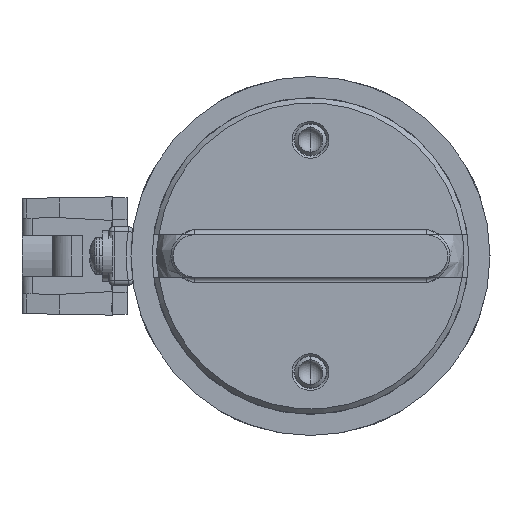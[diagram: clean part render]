
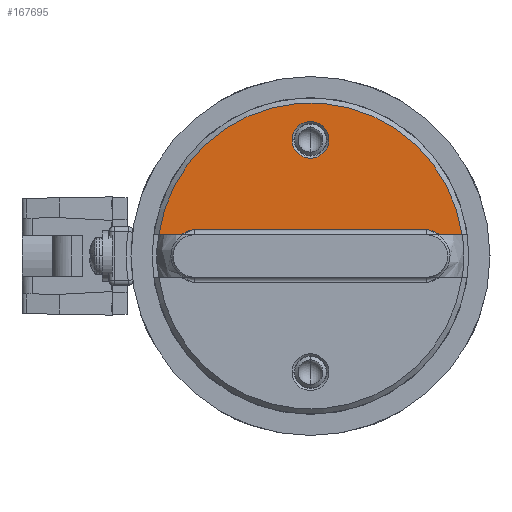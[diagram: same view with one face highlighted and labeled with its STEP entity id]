
A CAD part, left-side view. The second image highlights one B-rep face of the part: STEP entity #167695.
In plain terms, the highlighted planar face has unit normal (-1, 0, 0).
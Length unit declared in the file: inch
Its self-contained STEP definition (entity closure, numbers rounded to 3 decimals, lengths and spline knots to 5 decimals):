
#31 = FACE_BOUND ( 'NONE', #30007, .T. ) ;
#3344 = AXIS2_PLACEMENT_3D ( 'NONE', #60091, #156163, #73939 ) ;
#3909 = CARTESIAN_POINT ( 'NONE',  ( -1.6875, -0.10875, 0.6875 ) ) ;
#11885 = CARTESIAN_POINT ( 'NONE',  ( -1.6875, 0.936, 0.128 ) ) ;
#13148 = CIRCLE ( 'NONE', #3344, 0.10875 ) ;
#25448 = VERTEX_POINT ( 'NONE', #154387 ) ;
#26039 = EDGE_CURVE ( 'NONE', #118537, #36764, #54510, .T. ) ;
#26183 = CARTESIAN_POINT ( 'NONE',  ( -1.6875, 0., 0. ) ) ;
#30007 = EDGE_LOOP ( 'NONE', ( #55692, #48355 ) ) ;
#31090 = CARTESIAN_POINT ( 'NONE',  ( -1.6875, 0., 0.6875 ) ) ;
#36530 = FACE_OUTER_BOUND ( 'NONE', #142838, .T. ) ;
#36764 = VERTEX_POINT ( 'NONE', #119916 ) ;
#38258 = ORIENTED_EDGE ( 'NONE', *, *, #155830, .T. ) ;
#39955 = DIRECTION ( 'NONE',  ( 0., -1., 0. ) ) ;
#44817 = DIRECTION ( 'NONE',  ( 0., 1., 0. ) ) ;
#46384 = CARTESIAN_POINT ( 'NONE',  ( -1.6875, 0., 0. ) ) ;
#48355 = ORIENTED_EDGE ( 'NONE', *, *, #155397, .F. ) ;
#54510 = LINE ( 'NONE', #11885, #159784 ) ;
#55692 = ORIENTED_EDGE ( 'NONE', *, *, #69626, .F. ) ;
#60091 = CARTESIAN_POINT ( 'NONE',  ( -1.6875, 0., 0.6875 ) ) ;
#60162 = DIRECTION ( 'NONE',  ( 0., -1., 0. ) ) ;
#67120 = AXIS2_PLACEMENT_3D ( 'NONE', #31090, #127131, #44817 ) ;
#69626 = EDGE_CURVE ( 'NONE', #25448, #78012, #13148, .T. ) ;
#73939 = DIRECTION ( 'NONE',  ( 0., 1., 0. ) ) ;
#78012 = VERTEX_POINT ( 'NONE', #3909 ) ;
#88643 = CARTESIAN_POINT ( 'NONE',  ( -1.6875, -0.89691, 0.128 ) ) ;
#98494 = CIRCLE ( 'NONE', #106379, 0.906 ) ;
#106379 = AXIS2_PLACEMENT_3D ( 'NONE', #26183, #122241, #39955 ) ;
#107971 = DIRECTION ( 'NONE',  ( 0., 1., 0. ) ) ;
#118537 = VERTEX_POINT ( 'NONE', #88643 ) ;
#119916 = CARTESIAN_POINT ( 'NONE',  ( -1.6875, 0.89691, 0.128 ) ) ;
#122241 = DIRECTION ( 'NONE',  ( -1., 0., 0. ) ) ;
#127131 = DIRECTION ( 'NONE',  ( -1., 0., 0. ) ) ;
#142505 = DIRECTION ( 'NONE',  ( 1., 0., 0. ) ) ;
#142838 = EDGE_LOOP ( 'NONE', ( #38258, #165502 ) ) ;
#154387 = CARTESIAN_POINT ( 'NONE',  ( -1.6875, 0.10875, 0.6875 ) ) ;
#155397 = EDGE_CURVE ( 'NONE', #78012, #25448, #171823, .T. ) ;
#155629 = PLANE ( 'NONE',  #168323 ) ;
#155830 = EDGE_CURVE ( 'NONE', #118537, #36764, #98494, .T. ) ;
#156163 = DIRECTION ( 'NONE',  ( -1., 0., 0. ) ) ;
#159784 = VECTOR ( 'NONE', #107971, 39.37008 ) ;
#165502 = ORIENTED_EDGE ( 'NONE', *, *, #26039, .F. ) ;
#167695 = ADVANCED_FACE ( 'NONE', ( #31, #36530 ), #155629, .F. ) ;
#168323 = AXIS2_PLACEMENT_3D ( 'NONE', #46384, #142505, #60162 ) ;
#171823 = CIRCLE ( 'NONE', #67120, 0.10875 ) ;
